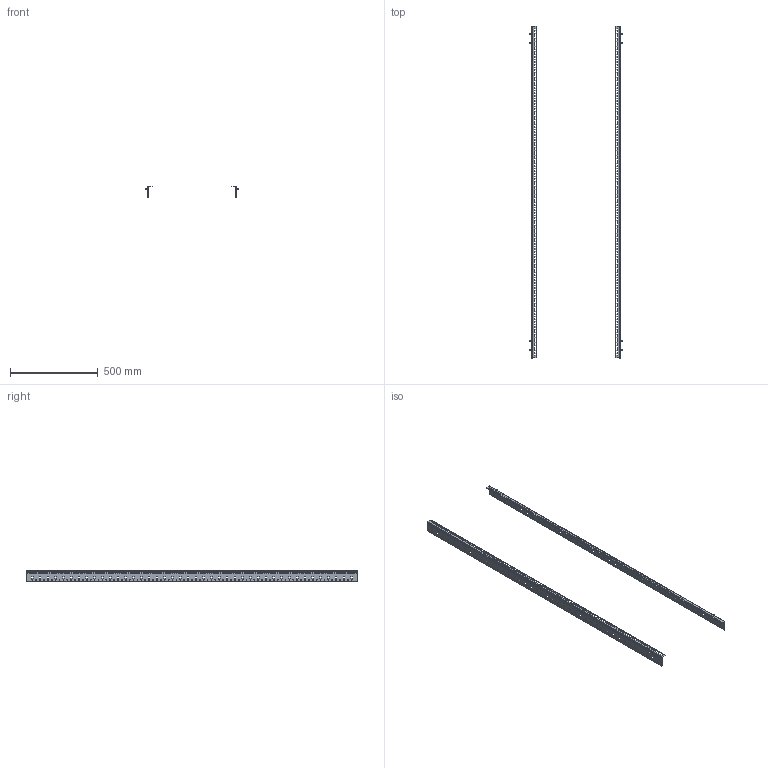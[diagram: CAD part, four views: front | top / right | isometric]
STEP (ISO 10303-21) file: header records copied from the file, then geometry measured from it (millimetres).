
FILE_DESCRIPTION (( 'STEP AP214' ), '1' );
FILE_NAME ('UR39104190006 暑祜脲牝 镳铘桦彘 19-濑殪钼 L-钺疣珥 RS52 (000.801.391) .STEP', '2022-02-11T08:01:48', ( '' ), ( '' ), 'SwSTEP 2.0', 'SolidWorks 2017', '' );
FILE_SCHEMA (( 'AUTOMOTIVE_DESIGN' ));
Length unit declared in the file: millimetre
Products named in the file (3): UR39104190006 暑祜脲牝 镳铘桦彘 19-濑殪钼 L-钺疣珥 RS52 (000.801.391) ; Âèíò DIN 7500 C TORX_Œ5å16; 072-16 Ïðîôèëü 19-äþéìîâûé L-îáðàçíûé RS52_04 (200.00) 42U
Assembly tree (10 placements, depth 2):
  UR39104190006 暑祜脲牝 镳铘桦彘 19-濑殪钼 L-钺疣珥 RS52 (000.801.391) 
    072-16 Ïðîôèëü 19-äþéìîâûé L-îáðàçíûé RS52_04 (200.00) 42U  x2
    Âèíò DIN 7500 C TORX_Œ5å16  x8
Bounding box: 533 x 1894 x 62.5 mm (x, y, z)
Volume: 580359.6 mm3; surface area: 636663.1 mm2
Topology: 10 solids, 10 shells, 2644 faces, 7816 edges, 5200 vertices
Faces by surface type: plane 1520, cylinder 1076, cone 32, sphere 16
Entity records: 42216 total; most frequent: CARTESIAN_POINT 7284, ORIENTED_EDGE 7144, DIRECTION 6949, EDGE_CURVE 3572, VECTOR 2571, LINE 2571, VERTEX_POINT 2378, AXIS2_PLACEMENT_3D 2189
